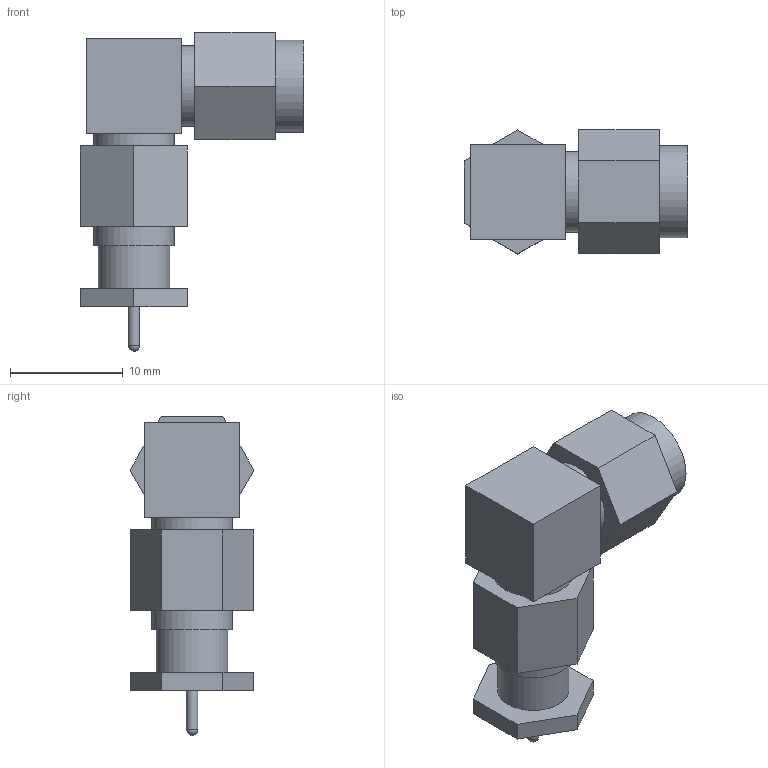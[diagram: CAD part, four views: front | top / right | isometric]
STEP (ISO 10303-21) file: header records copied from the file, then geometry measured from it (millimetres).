
FILE_DESCRIPTION(/* description */ (''),/* implementation_level */ '2;1');
FILE_NAME(/* name */ '827-7362-104',/* time_stamp */ '2000-05-10T14:54:40-05:00',/* author */ (''),/* organization */ (''),/* preprocessor_version */ 'ST-DEVELOPER 1.6',/* originating_system */ 'UNIGRAPHICS SOLUTIONS - UNIGRAPHICS 15.0',/* authorisation */ '');
FILE_SCHEMA (('CONFIG_CONTROL_DESIGN'));
Length unit declared in the file: inch
Products named in the file (1): rwhe54ca00nc
Bounding box: 19.85 x 11 x 28.31 mm (x, y, z)
Volume: 2035.7 mm3; surface area: 1622.7 mm2
Topology: 1 solids, 1 shells, 49 faces, 102 edges, 68 vertices
Faces by surface type: plane 37, cylinder 11, sphere 1
Full cylindrical faces by diameter (mm): 1.016 x1, 3.175 x2, 5.944 x2, 6.35 x1, 7.137 x4, 8.179 x1
Entity records: 1308 total; most frequent: DIRECTION 210, CARTESIAN_POINT 204, ORIENTED_EDGE 176, EDGE_CURVE 88, EDGE_LOOP 74, FACE_BOUND 74, AXIS2_PLACEMENT_3D 72, VECTOR 66
